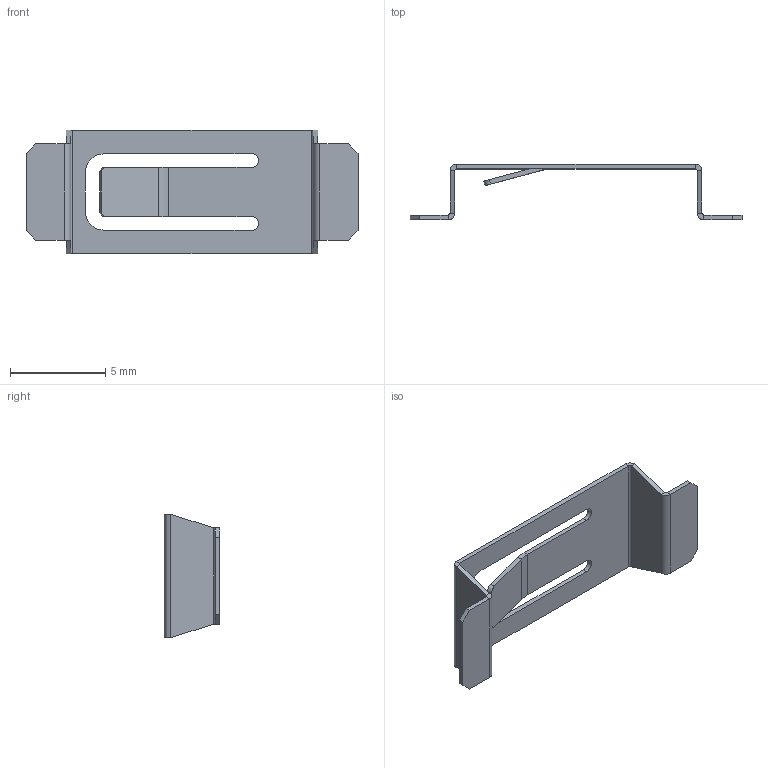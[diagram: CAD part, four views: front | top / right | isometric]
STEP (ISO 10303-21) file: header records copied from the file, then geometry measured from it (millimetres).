
FILE_DESCRIPTION (( 'STEP AP214' ), '1' );
FILE_NAME ('BC-2009.STEP', '2019-09-27T16:56:47', ( '' ), ( '' ), 'SwSTEP 2.0', 'SolidWorks 2017', '' );
FILE_SCHEMA (( 'AUTOMOTIVE_DESIGN' ));
Length unit declared in the file: millimetre
Products named in the file (1): BC-2009
Bounding box: 17.4 x 2.92 x 6.48 mm (x, y, z)
Volume: 30.1 mm3; surface area: 264.7 mm2
Topology: 1 solids, 1 shells, 62 faces, 140 edges, 80 vertices
Faces by surface type: plane 46, cylinder 16
Entity records: 1714 total; most frequent: DIRECTION 298, CARTESIAN_POINT 283, ORIENTED_EDGE 280, EDGE_CURVE 140, LINE 108, VECTOR 108, AXIS2_PLACEMENT_3D 95, VERTEX_POINT 80
